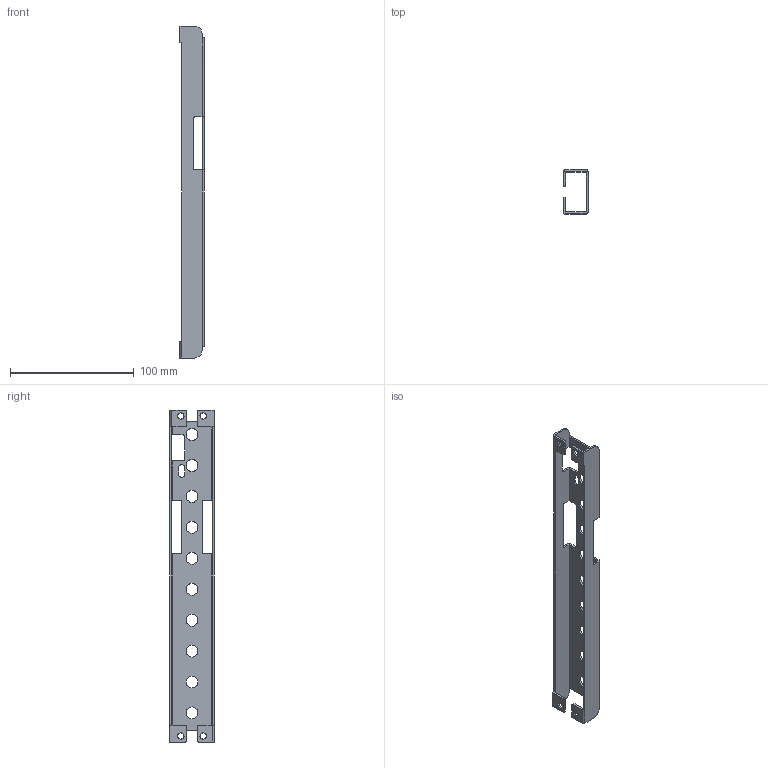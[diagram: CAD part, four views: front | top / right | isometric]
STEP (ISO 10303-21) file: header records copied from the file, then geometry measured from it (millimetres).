
FILE_DESCRIPTION((''),'2;1');
FILE_NAME('141818_SW','2008-08-15T',('banengservice'),('BANNER ENGINEERING'),'PRO/ENGINEER BY PARAMETRIC TECHNOLOGY CORPORATION, 2006170','PRO/ENGINEER BY PARAMETRIC TECHNOLOGY CORPORATION, 2006170','');
FILE_SCHEMA(('CONFIG_CONTROL_DESIGN'));
Length unit declared in the file: inch
Products named in the file (1): 141818_SW
Bounding box: 19.41 x 35.66 x 268.22 mm (x, y, z)
Volume: 24357.9 mm3; surface area: 33227.4 mm2
Topology: 1 solids, 1 shells, 118 faces, 360 edges, 238 vertices
Faces by surface type: cylinder 70, plane 48
Entity records: 4208 total; most frequent: CARTESIAN_POINT 754, DIRECTION 724, ORIENTED_EDGE 720, EDGE_CURVE 360, AXIS2_PLACEMENT_3D 252, VERTEX_POINT 238, VECTOR 220, LINE 220
